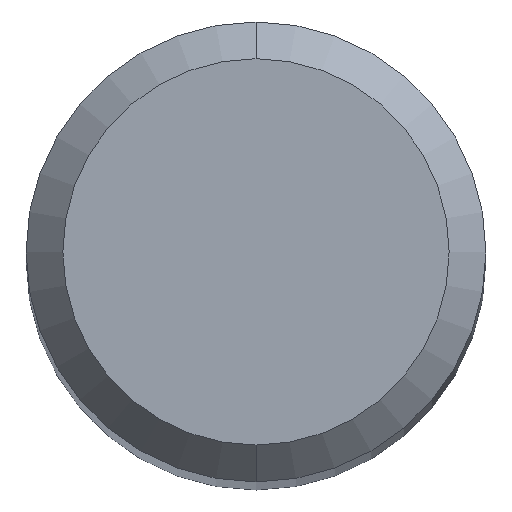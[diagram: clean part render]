
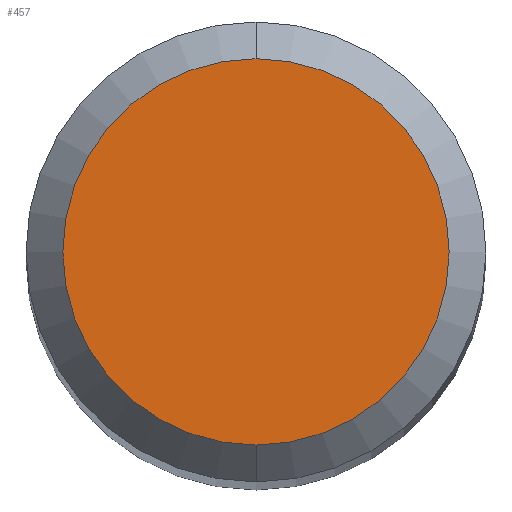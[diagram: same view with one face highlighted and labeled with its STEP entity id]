
A CAD part, top view. The second image highlights one B-rep face of the part: STEP entity #457.
In plain terms, the highlighted planar face has unit normal (0, 0, 1).
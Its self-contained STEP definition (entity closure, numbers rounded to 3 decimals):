
#279=VERTEX_POINT('',#596);
#327=EDGE_CURVE('',#279,#339,#649,.T.);
#329=EDGE_CURVE('',#339,#279,#651,.T.);
#339=VERTEX_POINT('',#661);
#457=ADVANCED_FACE('',(#793),#794,.T.);
#596=CARTESIAN_POINT('',(0.0,2.1,0.0));
#649=CIRCLE('',#1090,2.1);
#651=CIRCLE('',#1093,2.1);
#661=CARTESIAN_POINT('',(0.,-2.1,0.0));
#793=FACE_OUTER_BOUND('',#1432,.T.);
#794=PLANE('',#1433);
#1090=AXIS2_PLACEMENT_3D('',#1628,#1629,#1630);
#1093=AXIS2_PLACEMENT_3D('',#1631,#1632,#1633);
#1432=EDGE_LOOP('',(#1798,#1799));
#1433=AXIS2_PLACEMENT_3D('',#1800,#1801,#1802);
#1628=CARTESIAN_POINT('',(0.0,0.0,0.0));
#1629=DIRECTION('',(0.0,0.0,-1.0));
#1630=DIRECTION('',(0.0,1.0,0.0));
#1631=CARTESIAN_POINT('',(0.0,0.0,0.0));
#1632=DIRECTION('',(0.0,0.0,-1.0));
#1633=DIRECTION('',(0.0,1.0,0.0));
#1798=ORIENTED_EDGE('',*,*,#327,.F.);
#1799=ORIENTED_EDGE('',*,*,#329,.F.);
#1800=CARTESIAN_POINT('',(0.0,1.05,0.0));
#1801=DIRECTION('',(-0.0,0.0,1.0));
#1802=DIRECTION('',(0.0,-1.0,0.0));
